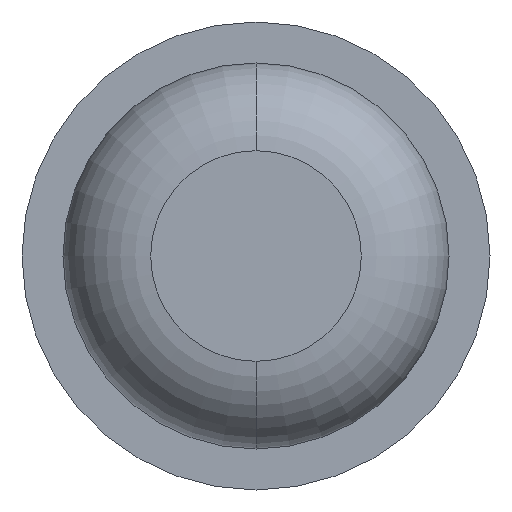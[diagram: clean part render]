
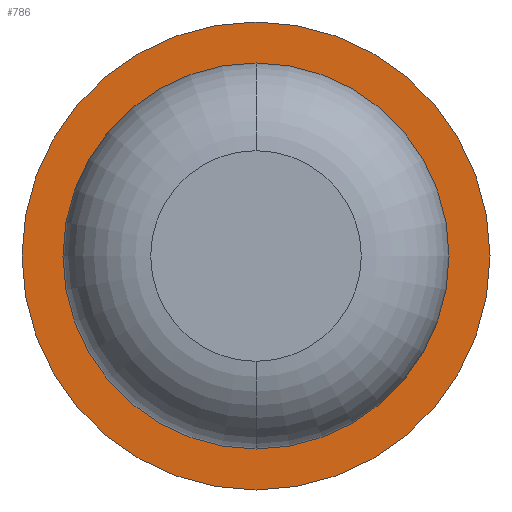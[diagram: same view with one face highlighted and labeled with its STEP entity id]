
A CAD part, front view. The second image highlights one B-rep face of the part: STEP entity #786.
In plain terms, the highlighted planar face has unit normal (0, -1, 0).
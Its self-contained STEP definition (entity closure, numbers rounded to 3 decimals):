
#38 = EDGE_CURVE ( 'Defeature ausgef�hrt1_5+Defeature ausgef�hrt1_4+Defeature ausgef�hrt1_4+Defeature ausgef�hrt1_4', #1888, #1142, #1600, .T. ) ;
#56 = EDGE_LOOP ( 'NONE', ( #964, #2393 ) ) ;
#135 = VERTEX_POINT ( 'NONE', #1872 ) ;
#141 = CIRCLE ( 'NONE', #2509, 0.825 ) ;
#204 = DIRECTION ( 'NONE',  ( 0., 0., 1. ) ) ;
#284 = EDGE_LOOP ( 'NONE', ( #1415, #1380 ) ) ;
#415 = EDGE_CURVE ( 'Defeature ausgef�hrt1_4+Defeature ausgef�hrt1_0+Defeature ausgef�hrt1_0+Defeature ausgef�hrt1_0', #515, #135, #540, .T. ) ;
#435 = DIRECTION ( 'NONE',  ( 0., 0., 1. ) ) ;
#449 = CARTESIAN_POINT ( 'NONE',  ( 0., -2., -0.825 ) ) ;
#515 = VERTEX_POINT ( 'NONE', #449 ) ;
#521 = EDGE_CURVE ( 'Defeature ausgef�hrt1_5+Defeature ausgef�hrt1_4+Defeature ausgef�hrt1_4+Defeature ausgef�hrt1_4', #1142, #1888, #1018, .T. ) ;
#540 = CIRCLE ( 'NONE', #1558, 0.825 ) ;
#548 = AXIS2_PLACEMENT_3D ( 'NONE', #2186, #1737, #679 ) ;
#576 = DIRECTION ( 'NONE',  ( 0., 0., 1. ) ) ;
#679 = DIRECTION ( 'NONE',  ( 0., 0., 1. ) ) ;
#786 = ADVANCED_FACE ( 'Defeature ausgef�hrt1_4', ( #2113, #3060 ), #1405, .F. ) ;
#964 = ORIENTED_EDGE ( 'NONE', *, *, #2849, .T. ) ;
#1018 = CIRCLE ( 'NONE', #2544, 1. ) ;
#1142 = VERTEX_POINT ( 'NONE', #2477 ) ;
#1195 = DIRECTION ( 'NONE',  ( 0., 1., 0. ) ) ;
#1380 = ORIENTED_EDGE ( 'NONE', *, *, #38, .F. ) ;
#1405 = PLANE ( 'NONE',  #548 ) ;
#1415 = ORIENTED_EDGE ( 'NONE', *, *, #521, .F. ) ;
#1445 = CARTESIAN_POINT ( 'NONE',  ( 0., -2., 0. ) ) ;
#1558 = AXIS2_PLACEMENT_3D ( 'NONE', #1445, #3164, #204 ) ;
#1600 = CIRCLE ( 'NONE', #1980, 1. ) ;
#1728 = DIRECTION ( 'NONE',  ( 0., 0., 1. ) ) ;
#1737 = DIRECTION ( 'NONE',  ( 0., 1., 0. ) ) ;
#1872 = CARTESIAN_POINT ( 'NONE',  ( 0., -2., 0.825 ) ) ;
#1888 = VERTEX_POINT ( 'NONE', #2994 ) ;
#1936 = DIRECTION ( 'NONE',  ( 0., 1., 0. ) ) ;
#1980 = AXIS2_PLACEMENT_3D ( 'NONE', #2674, #1936, #435 ) ;
#2080 = DIRECTION ( 'NONE',  ( 0., 1., 0. ) ) ;
#2113 = FACE_OUTER_BOUND ( 'NONE', #284, .T. ) ;
#2186 = CARTESIAN_POINT ( 'NONE',  ( 1., -2., 0. ) ) ;
#2304 = CARTESIAN_POINT ( 'NONE',  ( 0., -2., 0. ) ) ;
#2393 = ORIENTED_EDGE ( 'NONE', *, *, #415, .T. ) ;
#2477 = CARTESIAN_POINT ( 'NONE',  ( 0., -2., 1. ) ) ;
#2509 = AXIS2_PLACEMENT_3D ( 'NONE', #2304, #2080, #576 ) ;
#2544 = AXIS2_PLACEMENT_3D ( 'NONE', #2684, #1195, #1728 ) ;
#2674 = CARTESIAN_POINT ( 'NONE',  ( 0., -2., 0. ) ) ;
#2684 = CARTESIAN_POINT ( 'NONE',  ( 0., -2., 0. ) ) ;
#2849 = EDGE_CURVE ( 'Defeature ausgef�hrt1_4+Defeature ausgef�hrt1_0+Defeature ausgef�hrt1_0+Defeature ausgef�hrt1_0', #135, #515, #141, .T. ) ;
#2994 = CARTESIAN_POINT ( 'NONE',  ( 0., -2., -1. ) ) ;
#3060 = FACE_BOUND ( 'NONE', #56, .T. ) ;
#3164 = DIRECTION ( 'NONE',  ( 0., 1., 0. ) ) ;
